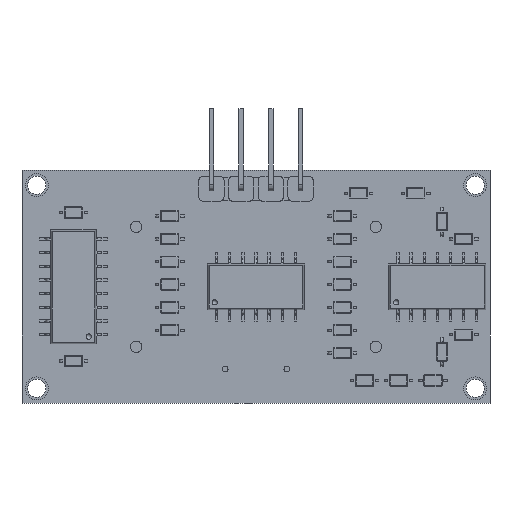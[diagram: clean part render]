
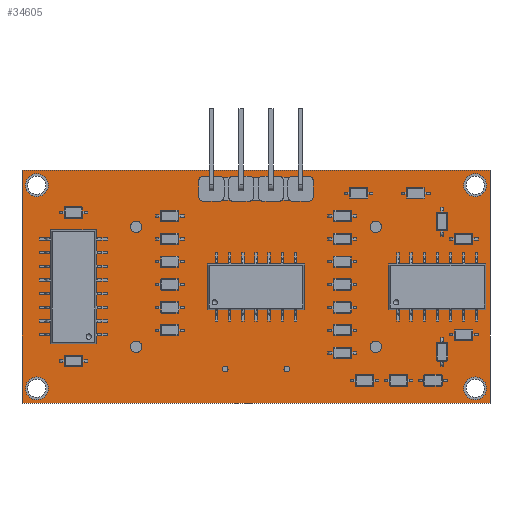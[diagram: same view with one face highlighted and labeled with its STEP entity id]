
A CAD part, front view. The second image highlights one B-rep face of the part: STEP entity #34605.
In plain terms, the highlighted planar face has unit normal (0, -1, 0).
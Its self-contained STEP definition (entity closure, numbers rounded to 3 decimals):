
#467=FACE_BOUND('',#4079,.T.);
#468=FACE_BOUND('',#4080,.T.);
#469=FACE_BOUND('',#4081,.T.);
#470=FACE_BOUND('',#4082,.T.);
#471=FACE_BOUND('',#4083,.T.);
#472=FACE_BOUND('',#4084,.T.);
#473=FACE_BOUND('',#4085,.T.);
#474=FACE_BOUND('',#4086,.T.);
#475=FACE_BOUND('',#4087,.T.);
#476=FACE_BOUND('',#4088,.T.);
#477=FACE_BOUND('',#4089,.T.);
#478=FACE_BOUND('',#4090,.T.);
#1131=CIRCLE('',#36730,1.);
#1133=CIRCLE('',#36733,1.);
#1135=CIRCLE('',#36736,1.);
#1137=CIRCLE('',#36739,1.);
#1140=CIRCLE('',#36759,0.5);
#1142=CIRCLE('',#36762,0.5);
#1144=CIRCLE('',#36765,0.5);
#1146=CIRCLE('',#36768,0.5);
#2272=FACE_OUTER_BOUND('',#4078,.T.);
#4078=EDGE_LOOP('',(#24957,#24958,#24959,#24960));
#4079=EDGE_LOOP('',(#24961));
#4080=EDGE_LOOP('',(#24962));
#4081=EDGE_LOOP('',(#24963));
#4082=EDGE_LOOP('',(#24964));
#4083=EDGE_LOOP('',(#24965,#24966,#24967,#24968));
#4084=EDGE_LOOP('',(#24969,#24970,#24971,#24972));
#4085=EDGE_LOOP('',(#24973,#24974,#24975,#24976));
#4086=EDGE_LOOP('',(#24977,#24978,#24979,#24980));
#4087=EDGE_LOOP('',(#24981));
#4088=EDGE_LOOP('',(#24982));
#4089=EDGE_LOOP('',(#24983));
#4090=EDGE_LOOP('',(#24984));
#6630=LINE('',#49628,#11019);
#6633=LINE('',#49634,#11022);
#6636=LINE('',#49640,#11025);
#6639=LINE('',#49644,#11028);
#6642=LINE('',#49652,#11031);
#6645=LINE('',#49658,#11034);
#6648=LINE('',#49664,#11037);
#6651=LINE('',#49668,#11040);
#6654=LINE('',#49676,#11043);
#6657=LINE('',#49682,#11046);
#6660=LINE('',#49688,#11049);
#6663=LINE('',#49692,#11052);
#6666=LINE('',#49700,#11055);
#6669=LINE('',#49706,#11058);
#6672=LINE('',#49712,#11061);
#6675=LINE('',#49716,#11064);
#6680=LINE('',#49744,#11069);
#6684=LINE('',#49752,#11073);
#6687=LINE('',#49758,#11076);
#6690=LINE('',#49763,#11079);
#11019=VECTOR('',#40504,10.);
#11022=VECTOR('',#40509,10.);
#11025=VECTOR('',#40514,10.);
#11028=VECTOR('',#40519,10.);
#11031=VECTOR('',#40524,10.);
#11034=VECTOR('',#40529,10.);
#11037=VECTOR('',#40534,10.);
#11040=VECTOR('',#40539,10.);
#11043=VECTOR('',#40544,10.);
#11046=VECTOR('',#40549,10.);
#11049=VECTOR('',#40554,10.);
#11052=VECTOR('',#40559,10.);
#11055=VECTOR('',#40564,10.);
#11058=VECTOR('',#40569,10.);
#11061=VECTOR('',#40574,10.);
#11064=VECTOR('',#40579,10.);
#11069=VECTOR('',#40610,10.);
#11073=VECTOR('',#40616,10.);
#11076=VECTOR('',#40621,10.);
#11079=VECTOR('',#40626,10.);
#15299=VERTEX_POINT('',#49598);
#15301=VERTEX_POINT('',#49604);
#15303=VERTEX_POINT('',#49610);
#15305=VERTEX_POINT('',#49616);
#15309=VERTEX_POINT('',#49625);
#15310=VERTEX_POINT('',#49627);
#15312=VERTEX_POINT('',#49633);
#15314=VERTEX_POINT('',#49639);
#15317=VERTEX_POINT('',#49649);
#15318=VERTEX_POINT('',#49651);
#15320=VERTEX_POINT('',#49657);
#15322=VERTEX_POINT('',#49663);
#15325=VERTEX_POINT('',#49673);
#15326=VERTEX_POINT('',#49675);
#15328=VERTEX_POINT('',#49681);
#15330=VERTEX_POINT('',#49687);
#15333=VERTEX_POINT('',#49697);
#15334=VERTEX_POINT('',#49699);
#15336=VERTEX_POINT('',#49705);
#15338=VERTEX_POINT('',#49711);
#15340=VERTEX_POINT('',#49720);
#15342=VERTEX_POINT('',#49726);
#15344=VERTEX_POINT('',#49732);
#15346=VERTEX_POINT('',#49738);
#15347=VERTEX_POINT('',#49742);
#15348=VERTEX_POINT('',#49743);
#15351=VERTEX_POINT('',#49751);
#15353=VERTEX_POINT('',#49757);
#18899=EDGE_CURVE('',#15299,#15299,#1131,.T.);
#18902=EDGE_CURVE('',#15301,#15301,#1133,.T.);
#18905=EDGE_CURVE('',#15303,#15303,#1135,.T.);
#18908=EDGE_CURVE('',#15305,#15305,#1137,.T.);
#18913=EDGE_CURVE('',#15310,#15309,#6630,.T.);
#18916=EDGE_CURVE('',#15312,#15310,#6633,.T.);
#18919=EDGE_CURVE('',#15314,#15312,#6636,.T.);
#18922=EDGE_CURVE('',#15309,#15314,#6639,.T.);
#18925=EDGE_CURVE('',#15318,#15317,#6642,.T.);
#18928=EDGE_CURVE('',#15320,#15318,#6645,.T.);
#18931=EDGE_CURVE('',#15322,#15320,#6648,.T.);
#18934=EDGE_CURVE('',#15317,#15322,#6651,.T.);
#18937=EDGE_CURVE('',#15326,#15325,#6654,.T.);
#18940=EDGE_CURVE('',#15328,#15326,#6657,.T.);
#18943=EDGE_CURVE('',#15330,#15328,#6660,.T.);
#18946=EDGE_CURVE('',#15325,#15330,#6663,.T.);
#18949=EDGE_CURVE('',#15334,#15333,#6666,.T.);
#18952=EDGE_CURVE('',#15336,#15334,#6669,.T.);
#18955=EDGE_CURVE('',#15338,#15336,#6672,.T.);
#18958=EDGE_CURVE('',#15333,#15338,#6675,.T.);
#18961=EDGE_CURVE('',#15340,#15340,#1140,.T.);
#18964=EDGE_CURVE('',#15342,#15342,#1142,.T.);
#18967=EDGE_CURVE('',#15344,#15344,#1144,.T.);
#18970=EDGE_CURVE('',#15346,#15346,#1146,.T.);
#18971=EDGE_CURVE('',#15347,#15348,#6680,.T.);
#18975=EDGE_CURVE('',#15351,#15347,#6684,.T.);
#18978=EDGE_CURVE('',#15353,#15351,#6687,.T.);
#18981=EDGE_CURVE('',#15348,#15353,#6690,.T.);
#24957=ORIENTED_EDGE('',*,*,#18981,.F.);
#24958=ORIENTED_EDGE('',*,*,#18971,.F.);
#24959=ORIENTED_EDGE('',*,*,#18975,.F.);
#24960=ORIENTED_EDGE('',*,*,#18978,.F.);
#24961=ORIENTED_EDGE('',*,*,#18899,.T.);
#24962=ORIENTED_EDGE('',*,*,#18902,.T.);
#24963=ORIENTED_EDGE('',*,*,#18905,.T.);
#24964=ORIENTED_EDGE('',*,*,#18908,.T.);
#24965=ORIENTED_EDGE('',*,*,#18919,.T.);
#24966=ORIENTED_EDGE('',*,*,#18916,.T.);
#24967=ORIENTED_EDGE('',*,*,#18913,.T.);
#24968=ORIENTED_EDGE('',*,*,#18922,.T.);
#24969=ORIENTED_EDGE('',*,*,#18931,.T.);
#24970=ORIENTED_EDGE('',*,*,#18928,.T.);
#24971=ORIENTED_EDGE('',*,*,#18925,.T.);
#24972=ORIENTED_EDGE('',*,*,#18934,.T.);
#24973=ORIENTED_EDGE('',*,*,#18943,.T.);
#24974=ORIENTED_EDGE('',*,*,#18940,.T.);
#24975=ORIENTED_EDGE('',*,*,#18937,.T.);
#24976=ORIENTED_EDGE('',*,*,#18946,.T.);
#24977=ORIENTED_EDGE('',*,*,#18955,.T.);
#24978=ORIENTED_EDGE('',*,*,#18952,.T.);
#24979=ORIENTED_EDGE('',*,*,#18949,.T.);
#24980=ORIENTED_EDGE('',*,*,#18958,.T.);
#24981=ORIENTED_EDGE('',*,*,#18961,.T.);
#24982=ORIENTED_EDGE('',*,*,#18964,.T.);
#24983=ORIENTED_EDGE('',*,*,#18967,.T.);
#24984=ORIENTED_EDGE('',*,*,#18970,.T.);
#32990=PLANE('',#36774);
#34605=ADVANCED_FACE('',(#2272,#467,#468,#469,#470,#471,#472,#473,#474,
#475,#476,#477,#478),#32990,.F.);
#36730=AXIS2_PLACEMENT_3D('',#49599,#40474,#40475);
#36733=AXIS2_PLACEMENT_3D('',#49605,#40481,#40482);
#36736=AXIS2_PLACEMENT_3D('',#49611,#40488,#40489);
#36739=AXIS2_PLACEMENT_3D('',#49617,#40495,#40496);
#36759=AXIS2_PLACEMENT_3D('',#49722,#40585,#40586);
#36762=AXIS2_PLACEMENT_3D('',#49728,#40592,#40593);
#36765=AXIS2_PLACEMENT_3D('',#49734,#40599,#40600);
#36768=AXIS2_PLACEMENT_3D('',#49740,#40606,#40607);
#36774=AXIS2_PLACEMENT_3D('',#49766,#40630,#40631);
#40474=DIRECTION('center_axis',(0.,1.,0.));
#40475=DIRECTION('ref_axis',(-1.,0.,0.));
#40481=DIRECTION('center_axis',(0.,1.,0.));
#40482=DIRECTION('ref_axis',(-1.,0.,0.));
#40488=DIRECTION('center_axis',(0.,1.,0.));
#40489=DIRECTION('ref_axis',(-1.,0.,0.));
#40495=DIRECTION('center_axis',(0.,1.,0.));
#40496=DIRECTION('ref_axis',(-1.,0.,0.));
#40504=DIRECTION('',(1.,0.,0.));
#40509=DIRECTION('',(0.,0.,1.));
#40514=DIRECTION('',(-1.,0.,0.));
#40519=DIRECTION('',(0.,0.,-1.));
#40524=DIRECTION('',(1.,0.,0.));
#40529=DIRECTION('',(0.,0.,1.));
#40534=DIRECTION('',(-1.,0.,0.));
#40539=DIRECTION('',(0.,0.,-1.));
#40544=DIRECTION('',(1.,0.,0.));
#40549=DIRECTION('',(0.,0.,1.));
#40554=DIRECTION('',(-1.,0.,0.));
#40559=DIRECTION('',(0.,0.,-1.));
#40564=DIRECTION('',(1.,0.,0.));
#40569=DIRECTION('',(0.,0.,1.));
#40574=DIRECTION('',(-1.,0.,0.));
#40579=DIRECTION('',(0.,0.,-1.));
#40585=DIRECTION('center_axis',(0.,1.,0.));
#40586=DIRECTION('ref_axis',(0.,0.,-1.));
#40592=DIRECTION('center_axis',(0.,1.,0.));
#40593=DIRECTION('ref_axis',(0.,0.,-1.));
#40599=DIRECTION('center_axis',(0.,1.,0.));
#40600=DIRECTION('ref_axis',(0.,0.,-1.));
#40606=DIRECTION('center_axis',(0.,1.,0.));
#40607=DIRECTION('ref_axis',(0.,0.,-1.));
#40610=DIRECTION('',(1.,0.,0.));
#40616=DIRECTION('',(0.,0.,1.));
#40621=DIRECTION('',(-1.,0.,0.));
#40626=DIRECTION('',(0.,0.,-1.));
#40630=DIRECTION('center_axis',(0.,1.,0.));
#40631=DIRECTION('ref_axis',(1.,0.,0.));
#49598=CARTESIAN_POINT('',(-18.2,0.,-8.9));
#49599=CARTESIAN_POINT('Origin',(-19.2,0.,-8.9));
#49604=CARTESIAN_POINT('',(-18.2,0.,8.9));
#49605=CARTESIAN_POINT('Origin',(-19.2,0.,8.9));
#49610=CARTESIAN_POINT('',(20.2,0.,8.9));
#49611=CARTESIAN_POINT('Origin',(19.2,0.,8.9));
#49616=CARTESIAN_POINT('',(20.2,0.,-8.9));
#49617=CARTESIAN_POINT('Origin',(19.2,0.,-8.9));
#49625=CARTESIAN_POINT('',(4.1,0.,8.8));
#49627=CARTESIAN_POINT('',(3.7,0.,8.8));
#49628=CARTESIAN_POINT('',(1.85,0.,8.8));
#49633=CARTESIAN_POINT('',(3.7,0.,8.4));
#49634=CARTESIAN_POINT('',(3.7,0.,7.8));
#49639=CARTESIAN_POINT('',(4.1,0.,8.4));
#49640=CARTESIAN_POINT('',(2.05,0.,8.4));
#49644=CARTESIAN_POINT('',(4.1,0.,7.8));
#49649=CARTESIAN_POINT('',(1.5,0.,8.8));
#49651=CARTESIAN_POINT('',(1.1,0.,8.8));
#49652=CARTESIAN_POINT('',(0.55,0.,8.8));
#49657=CARTESIAN_POINT('',(1.1,0.,8.4));
#49658=CARTESIAN_POINT('',(1.1,0.,7.8));
#49663=CARTESIAN_POINT('',(1.5,0.,8.4));
#49664=CARTESIAN_POINT('',(0.75,0.,8.4));
#49668=CARTESIAN_POINT('',(1.5,0.,7.8));
#49673=CARTESIAN_POINT('',(-1.1,0.,8.8));
#49675=CARTESIAN_POINT('',(-1.5,0.,8.8));
#49676=CARTESIAN_POINT('',(-0.75,0.,8.8));
#49681=CARTESIAN_POINT('',(-1.5,0.,8.4));
#49682=CARTESIAN_POINT('',(-1.5,0.,7.8));
#49687=CARTESIAN_POINT('',(-1.1,0.,8.4));
#49688=CARTESIAN_POINT('',(-0.55,0.,8.4));
#49692=CARTESIAN_POINT('',(-1.1,0.,7.8));
#49697=CARTESIAN_POINT('',(-3.7,0.,8.8));
#49699=CARTESIAN_POINT('',(-4.1,0.,8.8));
#49700=CARTESIAN_POINT('',(-2.05,0.,8.8));
#49705=CARTESIAN_POINT('',(-4.1,0.,8.4));
#49706=CARTESIAN_POINT('',(-4.1,0.,7.8));
#49711=CARTESIAN_POINT('',(-3.7,0.,8.4));
#49712=CARTESIAN_POINT('',(-1.85,0.,8.4));
#49716=CARTESIAN_POINT('',(-3.7,0.,7.8));
#49720=CARTESIAN_POINT('',(10.5,0.,-4.75));
#49722=CARTESIAN_POINT('Origin',(10.5,0.,-5.25));
#49726=CARTESIAN_POINT('',(10.5,0.,5.75));
#49728=CARTESIAN_POINT('Origin',(10.5,0.,5.25));
#49732=CARTESIAN_POINT('',(-10.5,0.,-4.75));
#49734=CARTESIAN_POINT('Origin',(-10.5,0.,-5.25));
#49738=CARTESIAN_POINT('',(-10.5,0.,5.75));
#49740=CARTESIAN_POINT('Origin',(-10.5,0.,5.25));
#49742=CARTESIAN_POINT('',(-20.5,0.,10.2));
#49743=CARTESIAN_POINT('',(20.5,0.,10.2));
#49744=CARTESIAN_POINT('',(-20.5,0.,10.2));
#49751=CARTESIAN_POINT('',(-20.5,0.,-10.2));
#49752=CARTESIAN_POINT('',(-20.5,0.,-10.2));
#49757=CARTESIAN_POINT('',(20.5,0.,-10.2));
#49758=CARTESIAN_POINT('',(20.5,0.,-10.2));
#49763=CARTESIAN_POINT('',(20.5,0.,10.2));
#49766=CARTESIAN_POINT('Origin',(0.,0.,0.));
